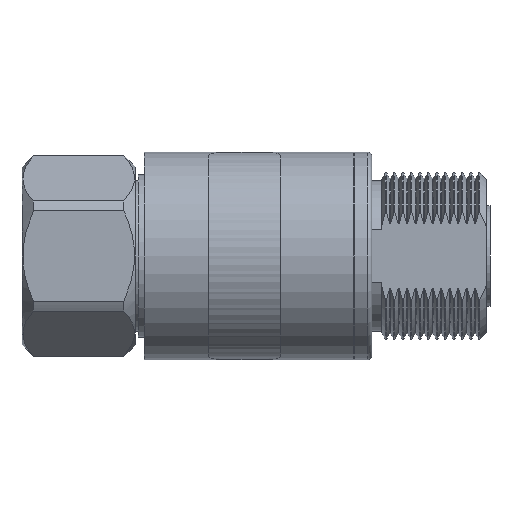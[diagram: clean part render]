
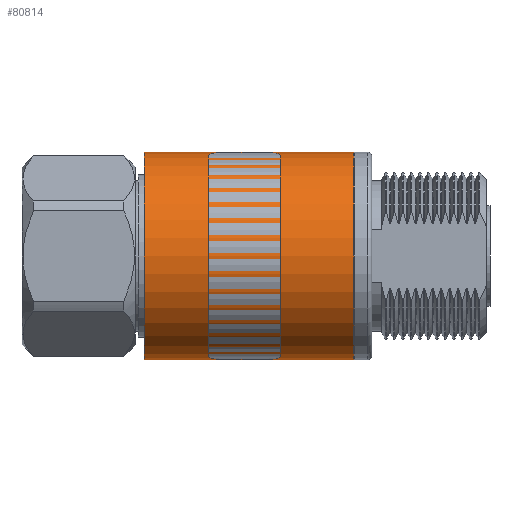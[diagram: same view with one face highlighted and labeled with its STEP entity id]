
A CAD part, front view. The second image highlights one B-rep face of the part: STEP entity #80814.
In plain terms, the highlighted cylindrical face has radius 18.415 mm (diameter 36.83 mm), a partial arc.
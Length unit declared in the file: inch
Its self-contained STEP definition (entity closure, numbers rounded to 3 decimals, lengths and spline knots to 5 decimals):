
#1443 = DIRECTION ( 'NONE',  ( 0., 0., -1. ) ) ;
#3453 = CARTESIAN_POINT ( 'NONE',  ( 0., 0., -0.725 ) ) ;
#4867 = DIRECTION ( 'NONE',  ( 1., 0., 0. ) ) ;
#6299 = DIRECTION ( 'NONE',  ( 1., 0., 0. ) ) ;
#6905 = EDGE_CURVE ( 'NONE', #8925, #28534, #34076, .T. ) ;
#8925 = VERTEX_POINT ( 'NONE', #47174 ) ;
#19762 = EDGE_CURVE ( 'NONE', #8925, #32033, #89400, .T. ) ;
#21450 = ORIENTED_EDGE ( 'NONE', *, *, #40687, .F. ) ;
#25678 = CARTESIAN_POINT ( 'NONE',  ( -0.31599, 0., 0.725 ) ) ;
#28534 = VERTEX_POINT ( 'NONE', #3453 ) ;
#29628 = ORIENTED_EDGE ( 'NONE', *, *, #6905, .T. ) ;
#31870 = ORIENTED_EDGE ( 'NONE', *, *, #38823, .T. ) ;
#32033 = VERTEX_POINT ( 'NONE', #39666 ) ;
#33019 = CYLINDRICAL_SURFACE ( 'NONE', #38270, 0.725 ) ;
#34076 = CIRCLE ( 'NONE', #89394, 0.725 ) ;
#35596 = DIRECTION ( 'NONE',  ( 0., 0., -1. ) ) ;
#38270 = AXIS2_PLACEMENT_3D ( 'NONE', #85017, #43814, #35596 ) ;
#38823 = EDGE_CURVE ( 'NONE', #28534, #53600, #88843, .T. ) ;
#38946 = DIRECTION ( 'NONE',  ( 0., 0., -1. ) ) ;
#39562 = CARTESIAN_POINT ( 'NONE',  ( 1.46, 0., -0.725 ) ) ;
#39666 = CARTESIAN_POINT ( 'NONE',  ( 1.46, 0., 0.725 ) ) ;
#40687 = EDGE_CURVE ( 'NONE', #32033, #53600, #88007, .T. ) ;
#43814 = DIRECTION ( 'NONE',  ( 1., 0., 0. ) ) ;
#43904 = DIRECTION ( 'NONE',  ( 1., 0., 0. ) ) ;
#45680 = DIRECTION ( 'NONE',  ( 1., 0., 0. ) ) ;
#46265 = VECTOR ( 'NONE', #6299, 39.37008 ) ;
#47174 = CARTESIAN_POINT ( 'NONE',  ( 0., 0., 0.725 ) ) ;
#48708 = CARTESIAN_POINT ( 'NONE',  ( -0.31599, 0., -0.725 ) ) ;
#53600 = VERTEX_POINT ( 'NONE', #39562 ) ;
#54811 = EDGE_LOOP ( 'NONE', ( #76660, #29628, #31870, #21450 ) ) ;
#75565 = FACE_OUTER_BOUND ( 'NONE', #54811, .T. ) ;
#75938 = AXIS2_PLACEMENT_3D ( 'NONE', #87493, #45680, #38946 ) ;
#76660 = ORIENTED_EDGE ( 'NONE', *, *, #19762, .F. ) ;
#78051 = CARTESIAN_POINT ( 'NONE',  ( 0., 0., 0. ) ) ;
#80814 = ADVANCED_FACE ( 'NONE', ( #75565 ), #33019, .T. ) ;
#85017 = CARTESIAN_POINT ( 'NONE',  ( -0.31599, 0., 0. ) ) ;
#87207 = VECTOR ( 'NONE', #4867, 39.37008 ) ;
#87493 = CARTESIAN_POINT ( 'NONE',  ( 1.46, 0., 0. ) ) ;
#88007 = CIRCLE ( 'NONE', #75938, 0.725 ) ;
#88843 = LINE ( 'NONE', #48708, #46265 ) ;
#89394 = AXIS2_PLACEMENT_3D ( 'NONE', #78051, #43904, #1443 ) ;
#89400 = LINE ( 'NONE', #25678, #87207 ) ;
